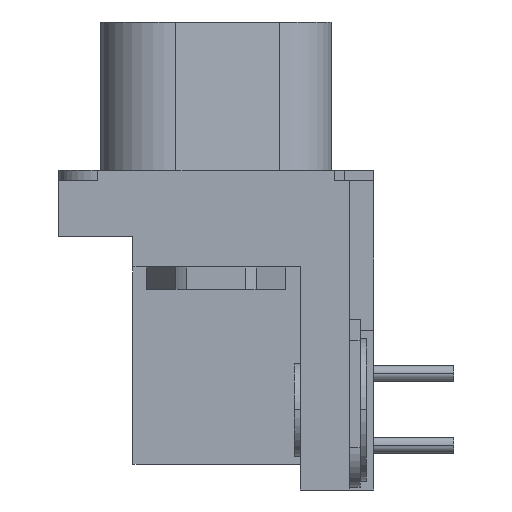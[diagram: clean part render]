
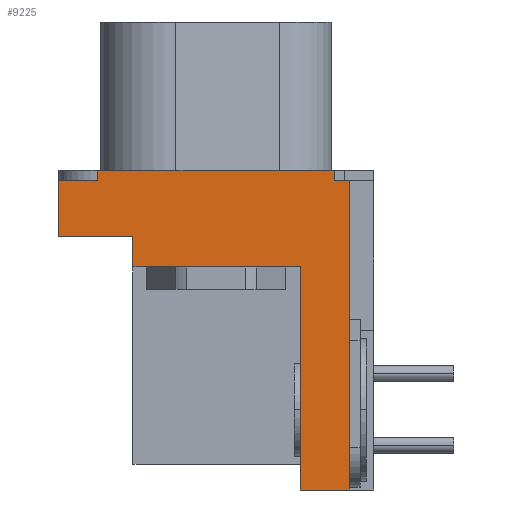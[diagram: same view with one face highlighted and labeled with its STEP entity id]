
A CAD part, left-side view. The second image highlights one B-rep face of the part: STEP entity #9225.
In plain terms, the highlighted planar face has unit normal (-1, 0, 0).
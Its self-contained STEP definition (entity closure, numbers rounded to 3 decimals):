
#1488=DIRECTION('',(0.,-1.,0.));
#1489=VECTOR('',#1488,1.575);
#1490=CARTESIAN_POINT('',(-34.773,6.274,-6.309));
#1491=LINE('',#1490,#1489);
#1492=DIRECTION('',(0.,0.,1.));
#1493=VECTOR('',#1492,0.417);
#1494=CARTESIAN_POINT('',(-34.773,4.699,-6.309));
#1495=LINE('',#1494,#1493);
#1496=DIRECTION('',(0.,-1.,0.));
#1497=VECTOR('',#1496,9.398);
#1498=CARTESIAN_POINT('',(-34.773,4.699,-5.893));
#1499=LINE('',#1498,#1497);
#1500=DIRECTION('',(0.,0.,-1.));
#1501=VECTOR('',#1500,0.417);
#1502=CARTESIAN_POINT('',(-34.773,-4.699,-5.893));
#1503=LINE('',#1502,#1501);
#1504=DIRECTION('',(0.,-1.,0.));
#1505=VECTOR('',#1504,0.61);
#1506=CARTESIAN_POINT('',(-34.773,-4.699,-6.309));
#1507=LINE('',#1506,#1505);
#1508=DIRECTION('',(0.,0.,1.));
#1509=VECTOR('',#1508,12.294);
#1510=CARTESIAN_POINT('',(-34.773,-5.309,-18.603));
#1511=LINE('',#1510,#1509);
#1512=DIRECTION('',(0.,1.,0.));
#1513=VECTOR('',#1512,1.956);
#1514=CARTESIAN_POINT('',(-34.773,-5.309,-18.603));
#1515=LINE('',#1514,#1513);
#1516=DIRECTION('',(0.,0.,1.));
#1517=VECTOR('',#1516,8.865);
#1518=CARTESIAN_POINT('',(-34.773,-3.353,-18.603));
#1519=LINE('',#1518,#1517);
#1520=DIRECTION('',(0.,-1.,0.));
#1521=VECTOR('',#1520,6.655);
#1522=CARTESIAN_POINT('',(-34.773,3.302,-9.738));
#1523=LINE('',#1522,#1521);
#1524=DIRECTION('',(0.,0.,1.));
#1525=VECTOR('',#1524,1.194);
#1526=CARTESIAN_POINT('',(-34.773,3.302,-9.738));
#1527=LINE('',#1526,#1525);
#1528=DIRECTION('',(0.,1.,0.));
#1529=VECTOR('',#1528,2.972);
#1530=CARTESIAN_POINT('',(-34.773,3.302,-8.545));
#1531=LINE('',#1530,#1529);
#1532=DIRECTION('',(0.,0.,1.));
#1533=VECTOR('',#1532,2.235);
#1534=CARTESIAN_POINT('',(-34.773,6.274,-8.545));
#1535=LINE('',#1534,#1533);
#6332=CARTESIAN_POINT('',(-34.773,3.302,-8.545));
#6333=CARTESIAN_POINT('',(-34.773,6.274,-8.545));
#6334=VERTEX_POINT('',#6332);
#6335=VERTEX_POINT('',#6333);
#6356=CARTESIAN_POINT('',(-34.773,-3.353,-18.603));
#6357=CARTESIAN_POINT('',(-34.773,-3.353,-9.738));
#6358=VERTEX_POINT('',#6356);
#6359=VERTEX_POINT('',#6357);
#6360=CARTESIAN_POINT('',(-34.773,3.302,-9.738));
#6361=VERTEX_POINT('',#6360);
#6376=CARTESIAN_POINT('',(-34.773,-5.309,-18.603));
#6378=VERTEX_POINT('',#6376);
#6442=CARTESIAN_POINT('',(-34.773,6.274,-6.309));
#6443=CARTESIAN_POINT('',(-34.773,4.699,-6.309));
#6444=VERTEX_POINT('',#6442);
#6445=VERTEX_POINT('',#6443);
#6446=CARTESIAN_POINT('',(-34.773,-4.699,-6.309));
#6447=CARTESIAN_POINT('',(-34.773,-5.309,-6.309));
#6448=VERTEX_POINT('',#6446);
#6449=VERTEX_POINT('',#6447);
#6450=CARTESIAN_POINT('',(-34.773,4.699,-5.893));
#6451=VERTEX_POINT('',#6450);
#6466=CARTESIAN_POINT('',(-34.773,-4.699,-5.893));
#6467=VERTEX_POINT('',#6466);
#9197=CARTESIAN_POINT('',(-34.773,0.,0.));
#9198=DIRECTION('',(1.,0.,0.));
#9199=DIRECTION('',(0.,-1.,0.));
#9200=AXIS2_PLACEMENT_3D('',#9197,#9198,#9199);
#9201=PLANE('',#9200);
#9202=ORIENTED_EDGE('',*,*,#8997,.T.);
#9203=ORIENTED_EDGE('',*,*,#9187,.T.);
#9205=ORIENTED_EDGE('',*,*,#9204,.T.);
#9207=ORIENTED_EDGE('',*,*,#9206,.T.);
#9208=ORIENTED_EDGE('',*,*,#9041,.T.);
#9210=ORIENTED_EDGE('',*,*,#9209,.F.);
#9212=ORIENTED_EDGE('',*,*,#9211,.T.);
#9214=ORIENTED_EDGE('',*,*,#9213,.T.);
#9216=ORIENTED_EDGE('',*,*,#9215,.F.);
#9218=ORIENTED_EDGE('',*,*,#9217,.T.);
#9220=ORIENTED_EDGE('',*,*,#9219,.T.);
#9222=ORIENTED_EDGE('',*,*,#9221,.T.);
#9223=EDGE_LOOP('',(#9202,#9203,#9205,#9207,#9208,#9210,#9212,#9214,#9216,#9218,
#9220,#9222));
#9224=FACE_OUTER_BOUND('',#9223,.F.);
#9225=ADVANCED_FACE('',(#9224),#9201,.F.);
#8997=EDGE_CURVE('',#6444,#6445,#1491,.T.);
#9041=EDGE_CURVE('',#6448,#6449,#1507,.T.);
#9187=EDGE_CURVE('',#6445,#6451,#1495,.T.);
#9204=EDGE_CURVE('',#6451,#6467,#1499,.T.);
#9206=EDGE_CURVE('',#6467,#6448,#1503,.T.);
#9209=EDGE_CURVE('',#6378,#6449,#1511,.T.);
#9211=EDGE_CURVE('',#6378,#6358,#1515,.T.);
#9213=EDGE_CURVE('',#6358,#6359,#1519,.T.);
#9215=EDGE_CURVE('',#6361,#6359,#1523,.T.);
#9217=EDGE_CURVE('',#6361,#6334,#1527,.T.);
#9219=EDGE_CURVE('',#6334,#6335,#1531,.T.);
#9221=EDGE_CURVE('',#6335,#6444,#1535,.T.);
